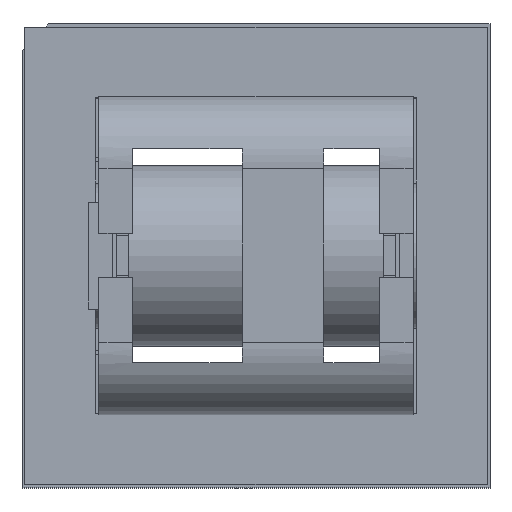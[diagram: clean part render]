
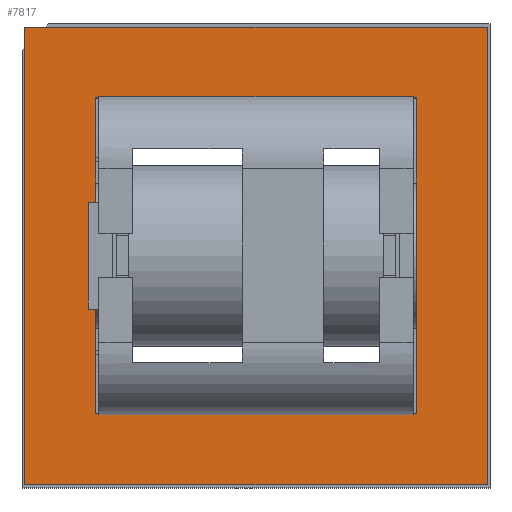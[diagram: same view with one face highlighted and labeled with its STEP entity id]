
A CAD part, top view. The second image highlights one B-rep face of the part: STEP entity #7817.
In plain terms, the highlighted planar face has unit normal (0, 0, 1).
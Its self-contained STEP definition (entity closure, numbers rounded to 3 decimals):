
#1803=ORIENTED_EDGE('',*,*,#2402,.F.);
#1804=ORIENTED_EDGE('',*,*,#2390,.T.);
#1805=ORIENTED_EDGE('',*,*,#2668,.F.);
#1806=ORIENTED_EDGE('',*,*,#2669,.T.);
#1807=ORIENTED_EDGE('',*,*,#2655,.T.);
#1808=ORIENTED_EDGE('',*,*,#2373,.T.);
#1809=ORIENTED_EDGE('',*,*,#2370,.F.);
#1810=ORIENTED_EDGE('',*,*,#2420,.F.);
#1811=ORIENTED_EDGE('',*,*,#2660,.T.);
#1812=ORIENTED_EDGE('',*,*,#2670,.T.);
#1813=ORIENTED_EDGE('',*,*,#2671,.F.);
#1814=ORIENTED_EDGE('',*,*,#2405,.F.);
#1815=ORIENTED_EDGE('',*,*,#2664,.F.);
#1816=ORIENTED_EDGE('',*,*,#2672,.F.);
#1817=ORIENTED_EDGE('',*,*,#2673,.T.);
#1818=ORIENTED_EDGE('',*,*,#2667,.F.);
#2370=EDGE_CURVE('',#3030,#3031,#3632,.T.);
#2373=EDGE_CURVE('',#3033,#3031,#3635,.T.);
#2390=EDGE_CURVE('',#3049,#3048,#3646,.T.);
#2402=EDGE_CURVE('',#3049,#3059,#3656,.T.);
#2405=EDGE_CURVE('',#3059,#3061,#3659,.T.);
#2420=EDGE_CURVE('',#3073,#3030,#3669,.T.);
#2655=EDGE_CURVE('',#3209,#3033,#3875,.T.);
#2660=EDGE_CURVE('',#3073,#3212,#3878,.T.);
#2664=EDGE_CURVE('',#3216,#3214,#3882,.T.);
#2667=EDGE_CURVE('',#3214,#3217,#3885,.T.);
#2668=EDGE_CURVE('',#3219,#3048,#3886,.T.);
#2669=EDGE_CURVE('',#3219,#3209,#3887,.T.);
#2670=EDGE_CURVE('',#3212,#3220,#3888,.T.);
#2671=EDGE_CURVE('',#3061,#3220,#3889,.T.);
#2672=EDGE_CURVE('',#3221,#3216,#3890,.T.);
#2673=EDGE_CURVE('',#3221,#3217,#3891,.T.);
#3030=VERTEX_POINT('',#10862);
#3031=VERTEX_POINT('',#10864);
#3033=VERTEX_POINT('',#10870);
#3048=VERTEX_POINT('',#10901);
#3049=VERTEX_POINT('',#10903);
#3059=VERTEX_POINT('',#10927);
#3061=VERTEX_POINT('',#10933);
#3073=VERTEX_POINT('',#10960);
#3209=VERTEX_POINT('',#11423);
#3212=VERTEX_POINT('',#11430);
#3214=VERTEX_POINT('',#11435);
#3216=VERTEX_POINT('',#11439);
#3217=VERTEX_POINT('',#11443);
#3219=VERTEX_POINT('',#11449);
#3220=VERTEX_POINT('',#11452);
#3221=VERTEX_POINT('',#11455);
#3632=LINE('',#10863,#4306);
#3635=LINE('',#10869,#4309);
#3646=LINE('',#10902,#4320);
#3656=LINE('',#10926,#4330);
#3659=LINE('',#10932,#4333);
#3669=LINE('',#10961,#4343);
#3875=LINE('',#11422,#4549);
#3878=LINE('',#11431,#4552);
#3882=LINE('',#11440,#4556);
#3885=LINE('',#11446,#4559);
#3886=LINE('',#11448,#4560);
#3887=LINE('',#11450,#4561);
#3888=LINE('',#11451,#4562);
#3889=LINE('',#11453,#4563);
#3890=LINE('',#11454,#4564);
#3891=LINE('',#11456,#4565);
#4306=VECTOR('',#9250,1000.);
#4309=VECTOR('',#9255,1000.);
#4320=VECTOR('',#9278,1000.);
#4330=VECTOR('',#9296,1000.);
#4333=VECTOR('',#9301,1000.);
#4343=VECTOR('',#9323,1000.);
#4549=VECTOR('',#9769,1000.);
#4552=VECTOR('',#9776,1000.);
#4556=VECTOR('',#9782,1000.);
#4559=VECTOR('',#9787,1000.);
#4560=VECTOR('',#9790,1000.);
#4561=VECTOR('',#9791,1000.);
#4562=VECTOR('',#9792,1000.);
#4563=VECTOR('',#9793,1000.);
#4564=VECTOR('',#9794,1000.);
#4565=VECTOR('',#9795,1000.);
#4898=EDGE_LOOP('',(#1803,#1804,#1805,#1806,#1807,#1808,#1809,#1810,#1811,
#1812,#1813,#1814));
#4899=EDGE_LOOP('',(#1815,#1816,#1817,#1818));
#5234=FACE_BOUND('',#4898,.T.);
#5235=FACE_BOUND('',#4899,.T.);
#5471=PLANE('',#8259);
#7817=ADVANCED_FACE('',(#5234,#5235),#5471,.T.);
#8259=AXIS2_PLACEMENT_3D('',#11447,#9788,#9789);
#9250=DIRECTION('',(0.,1.,0.));
#9255=DIRECTION('',(1.,0.,0.));
#9278=DIRECTION('',(1.,0.,0.));
#9296=DIRECTION('',(0.,-1.,0.));
#9301=DIRECTION('',(1.,0.,0.));
#9323=DIRECTION('',(1.,0.,0.));
#9769=DIRECTION('',(0.,-1.,0.));
#9776=DIRECTION('',(0.,-1.,0.));
#9782=DIRECTION('',(0.,-1.,0.));
#9787=DIRECTION('',(-1.,0.,0.));
#9788=DIRECTION('',(0.,0.,1.));
#9789=DIRECTION('',(-1.,0.,0.));
#9790=DIRECTION('',(0.,-1.,0.));
#9791=DIRECTION('',(1.,0.,0.));
#9792=DIRECTION('',(-1.,0.,0.));
#9793=DIRECTION('',(0.,-1.,0.));
#9794=DIRECTION('',(1.,0.,0.));
#9795=DIRECTION('',(0.,-1.,0.));
#10862=CARTESIAN_POINT('',(11.9,-11.75,5.44));
#10863=CARTESIAN_POINT('',(11.9,11.75,5.44));
#10864=CARTESIAN_POINT('',(11.9,11.75,5.44));
#10869=CARTESIAN_POINT('',(6.9,11.75,5.44));
#10870=CARTESIAN_POINT('',(11.807,11.75,5.44));
#10901=CARTESIAN_POINT('',(-11.807,11.75,5.44));
#10902=CARTESIAN_POINT('',(6.9,11.75,5.44));
#10903=CARTESIAN_POINT('',(-11.9,11.75,5.44));
#10926=CARTESIAN_POINT('',(-11.9,11.75,5.44));
#10927=CARTESIAN_POINT('',(-11.9,-11.75,5.44));
#10932=CARTESIAN_POINT('',(6.9,-11.75,5.44));
#10933=CARTESIAN_POINT('',(-11.807,-11.75,5.44));
#10960=CARTESIAN_POINT('',(11.807,-11.75,5.44));
#10961=CARTESIAN_POINT('',(6.9,-11.75,5.44));
#11422=CARTESIAN_POINT('',(11.807,34.313,5.44));
#11423=CARTESIAN_POINT('',(11.807,12.,5.44));
#11430=CARTESIAN_POINT('',(11.807,-12.,5.44));
#11431=CARTESIAN_POINT('',(11.807,34.313,5.44));
#11435=CARTESIAN_POINT('',(17.1,-17.3,5.44));
#11439=CARTESIAN_POINT('',(17.1,17.3,5.44));
#11440=CARTESIAN_POINT('',(17.1,0.,5.44));
#11443=CARTESIAN_POINT('',(-17.1,-17.3,5.44));
#11446=CARTESIAN_POINT('',(17.1,-17.3,5.44));
#11447=CARTESIAN_POINT('',(17.1,0.,5.44));
#11448=CARTESIAN_POINT('',(-11.807,34.313,5.44));
#11449=CARTESIAN_POINT('',(-11.807,12.,5.44));
#11450=CARTESIAN_POINT('',(-17.1,12.,5.44));
#11451=CARTESIAN_POINT('',(17.1,-12.,5.44));
#11452=CARTESIAN_POINT('',(-11.807,-12.,5.44));
#11453=CARTESIAN_POINT('',(-11.807,34.313,5.44));
#11454=CARTESIAN_POINT('',(-17.1,17.3,5.44));
#11455=CARTESIAN_POINT('',(-17.1,17.3,5.44));
#11456=CARTESIAN_POINT('',(-17.1,0.,5.44));
